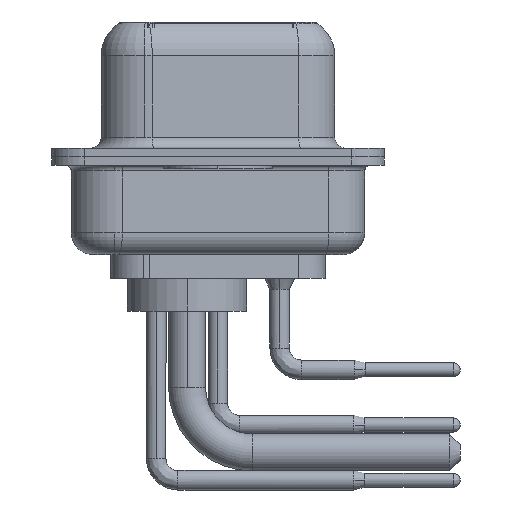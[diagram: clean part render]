
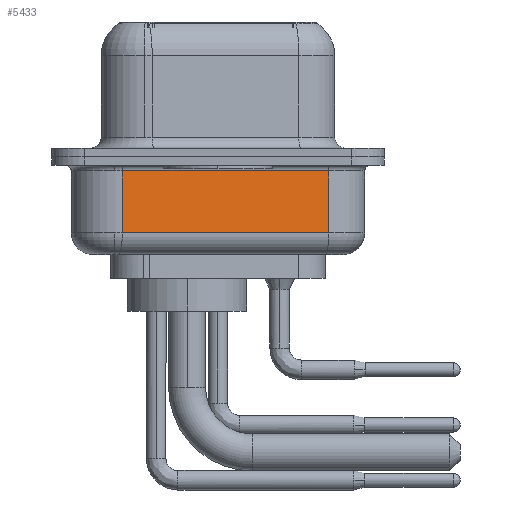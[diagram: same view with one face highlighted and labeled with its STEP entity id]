
A CAD part, left-side view. The second image highlights one B-rep face of the part: STEP entity #5433.
In plain terms, the highlighted planar face has unit normal (-0.985, -0.174, 0).
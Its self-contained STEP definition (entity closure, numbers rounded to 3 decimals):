
#351 = VERTEX_POINT ( 'NONE', #28033 ) ;
#1004 = DIRECTION ( 'NONE',  ( 0.985, 0.174, 0. ) ) ;
#5433 = ADVANCED_FACE ( 'NONE', ( #26058 ), #26214, .F. ) ;
#5771 = CARTESIAN_POINT ( 'NONE',  ( 2.93, 4.403, -0.65 ) ) ;
#5829 = CARTESIAN_POINT ( 'NONE',  ( 4.605, -5.097, -3.5 ) ) ;
#6917 = DIRECTION ( 'NONE',  ( 0., 0., 1. ) ) ;
#7079 = LINE ( 'NONE', #11986, #30668 ) ;
#7239 = VERTEX_POINT ( 'NONE', #5829 ) ;
#7364 = CARTESIAN_POINT ( 'NONE',  ( 4.605, -5.097, -4.5 ) ) ;
#9447 = VECTOR ( 'NONE', #15625, 1000. ) ;
#10398 = EDGE_CURVE ( 'NONE', #7239, #31955, #30757, .T. ) ;
#11025 = DIRECTION ( 'NONE',  ( -0.174, 0.985, 0. ) ) ;
#11096 = CARTESIAN_POINT ( 'NONE',  ( 2.93, 4.403, -4.5 ) ) ;
#11986 = CARTESIAN_POINT ( 'NONE',  ( 2.93, 4.403, -4.5 ) ) ;
#12006 = EDGE_LOOP ( 'NONE', ( #30783, #24988, #22506, #31932 ) ) ;
#12471 = VECTOR ( 'NONE', #22808, 1000. ) ;
#12874 = CARTESIAN_POINT ( 'NONE',  ( 2.93, 4.403, -3.5 ) ) ;
#12989 = VECTOR ( 'NONE', #11025, 1000. ) ;
#14376 = VERTEX_POINT ( 'NONE', #5771 ) ;
#15625 = DIRECTION ( 'NONE',  ( 0., 0., 1. ) ) ;
#15728 = LINE ( 'NONE', #20611, #12989 ) ;
#20188 = CARTESIAN_POINT ( 'NONE',  ( 4.605, -5.097, -0.65 ) ) ;
#20611 = CARTESIAN_POINT ( 'NONE',  ( 2.93, 4.403, -0.65 ) ) ;
#20685 = LINE ( 'NONE', #12874, #12471 ) ;
#21340 = DIRECTION ( 'NONE',  ( -0.174, 0.985, 0. ) ) ;
#22506 = ORIENTED_EDGE ( 'NONE', *, *, #10398, .T. ) ;
#22808 = DIRECTION ( 'NONE',  ( 0.174, -0.985, 0. ) ) ;
#24988 = ORIENTED_EDGE ( 'NONE', *, *, #26624, .T. ) ;
#25603 = EDGE_CURVE ( 'NONE', #31955, #14376, #15728, .T. ) ;
#25694 = EDGE_CURVE ( 'NONE', #351, #14376, #7079, .T. ) ;
#26058 = FACE_OUTER_BOUND ( 'NONE', #12006, .T. ) ;
#26214 = PLANE ( 'NONE',  #27086 ) ;
#26624 = EDGE_CURVE ( 'NONE', #351, #7239, #20685, .T. ) ;
#27086 = AXIS2_PLACEMENT_3D ( 'NONE', #11096, #1004, #21340 ) ;
#28033 = CARTESIAN_POINT ( 'NONE',  ( 2.93, 4.403, -3.5 ) ) ;
#30668 = VECTOR ( 'NONE', #6917, 1000. ) ;
#30757 = LINE ( 'NONE', #7364, #9447 ) ;
#30783 = ORIENTED_EDGE ( 'NONE', *, *, #25694, .F. ) ;
#31932 = ORIENTED_EDGE ( 'NONE', *, *, #25603, .T. ) ;
#31955 = VERTEX_POINT ( 'NONE', #20188 ) ;
